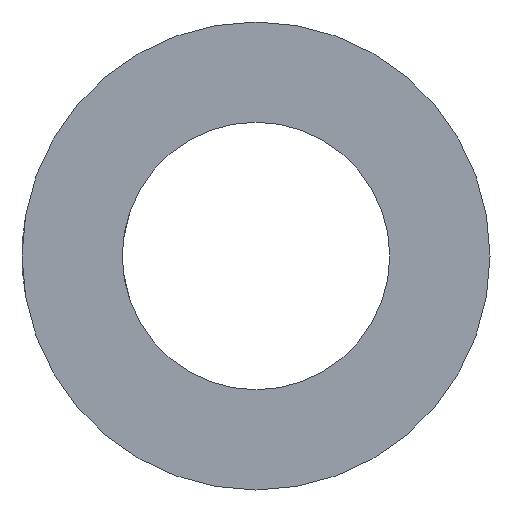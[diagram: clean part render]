
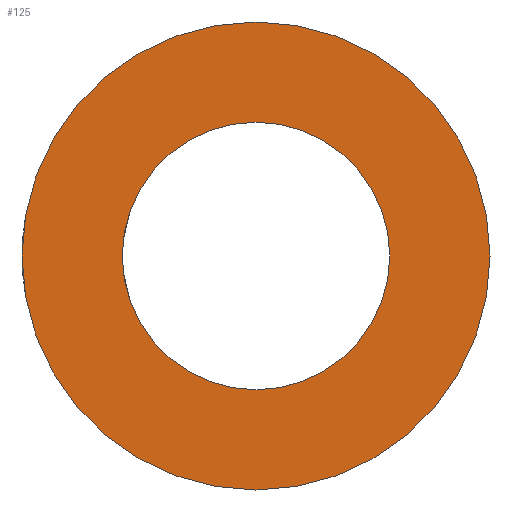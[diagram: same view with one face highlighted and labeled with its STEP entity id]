
A CAD part, left-side view. The second image highlights one B-rep face of the part: STEP entity #125.
In plain terms, the highlighted planar face has unit normal (-1, 0, 0).
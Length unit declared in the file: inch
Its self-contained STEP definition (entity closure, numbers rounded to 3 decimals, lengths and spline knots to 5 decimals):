
#24 = DIRECTION ( 'NONE',  ( -1., 0., 0. ) ) ;
#35 = EDGE_LOOP ( 'NONE', ( #289, #243 ) ) ;
#57 = CARTESIAN_POINT ( 'NONE',  ( -0.095, 0., 0.09375 ) ) ;
#67 = DIRECTION ( 'NONE',  ( 0., 0., 1. ) ) ;
#69 = DIRECTION ( 'NONE',  ( 0., 0., 1. ) ) ;
#70 = ORIENTED_EDGE ( 'NONE', *, *, #90, .F. ) ;
#72 = CARTESIAN_POINT ( 'NONE',  ( -0.095, 0., -0.34375 ) ) ;
#76 = CARTESIAN_POINT ( 'NONE',  ( -0.095, 0., -0.59375 ) ) ;
#80 = CARTESIAN_POINT ( 'NONE',  ( -0.095, 0., -0.09375 ) ) ;
#86 = AXIS2_PLACEMENT_3D ( 'NONE', #176, #235, #181 ) ;
#89 = AXIS2_PLACEMENT_3D ( 'NONE', #294, #141, #69 ) ;
#90 = EDGE_CURVE ( 'NONE', #309, #246, #234, .T. ) ;
#97 = CIRCLE ( 'NONE', #163, 0.4375 ) ;
#114 = FACE_OUTER_BOUND ( 'NONE', #35, .T. ) ;
#125 = ADVANCED_FACE ( 'NONE', ( #114, #219 ), #321, .T. ) ;
#128 = EDGE_LOOP ( 'NONE', ( #70, #304 ) ) ;
#131 = DIRECTION ( 'NONE',  ( -1., 0., 0. ) ) ;
#136 = EDGE_CURVE ( 'NONE', #217, #284, #97, .T. ) ;
#141 = DIRECTION ( 'NONE',  ( -1., 0., 0. ) ) ;
#146 = AXIS2_PLACEMENT_3D ( 'NONE', #265, #24, #67 ) ;
#147 = DIRECTION ( 'NONE',  ( 0., 0., 1. ) ) ;
#151 = CIRCLE ( 'NONE', #290, 0.4375 ) ;
#152 = DIRECTION ( 'NONE',  ( 0., 0., 1. ) ) ;
#163 = AXIS2_PLACEMENT_3D ( 'NONE', #72, #223, #147 ) ;
#176 = CARTESIAN_POINT ( 'NONE',  ( -0.095, 0., -0.34375 ) ) ;
#181 = DIRECTION ( 'NONE',  ( 0., 0., 1. ) ) ;
#217 = VERTEX_POINT ( 'NONE', #312 ) ;
#219 = FACE_BOUND ( 'NONE', #128, .T. ) ;
#223 = DIRECTION ( 'NONE',  ( -1., 0., 0. ) ) ;
#234 = CIRCLE ( 'NONE', #146, 0.25 ) ;
#235 = DIRECTION ( 'NONE',  ( -1., 0., 0. ) ) ;
#238 = EDGE_CURVE ( 'NONE', #284, #217, #151, .T. ) ;
#243 = ORIENTED_EDGE ( 'NONE', *, *, #136, .T. ) ;
#246 = VERTEX_POINT ( 'NONE', #76 ) ;
#254 = CIRCLE ( 'NONE', #86, 0.25 ) ;
#265 = CARTESIAN_POINT ( 'NONE',  ( -0.095, 0., -0.34375 ) ) ;
#283 = CARTESIAN_POINT ( 'NONE',  ( -0.095, 0., -0.34375 ) ) ;
#284 = VERTEX_POINT ( 'NONE', #57 ) ;
#289 = ORIENTED_EDGE ( 'NONE', *, *, #238, .T. ) ;
#290 = AXIS2_PLACEMENT_3D ( 'NONE', #283, #131, #152 ) ;
#294 = CARTESIAN_POINT ( 'NONE',  ( -0.095, 0., -0.09375 ) ) ;
#302 = EDGE_CURVE ( 'NONE', #246, #309, #254, .T. ) ;
#304 = ORIENTED_EDGE ( 'NONE', *, *, #302, .F. ) ;
#309 = VERTEX_POINT ( 'NONE', #80 ) ;
#312 = CARTESIAN_POINT ( 'NONE',  ( -0.095, 0., -0.78125 ) ) ;
#321 = PLANE ( 'NONE',  #89 ) ;
